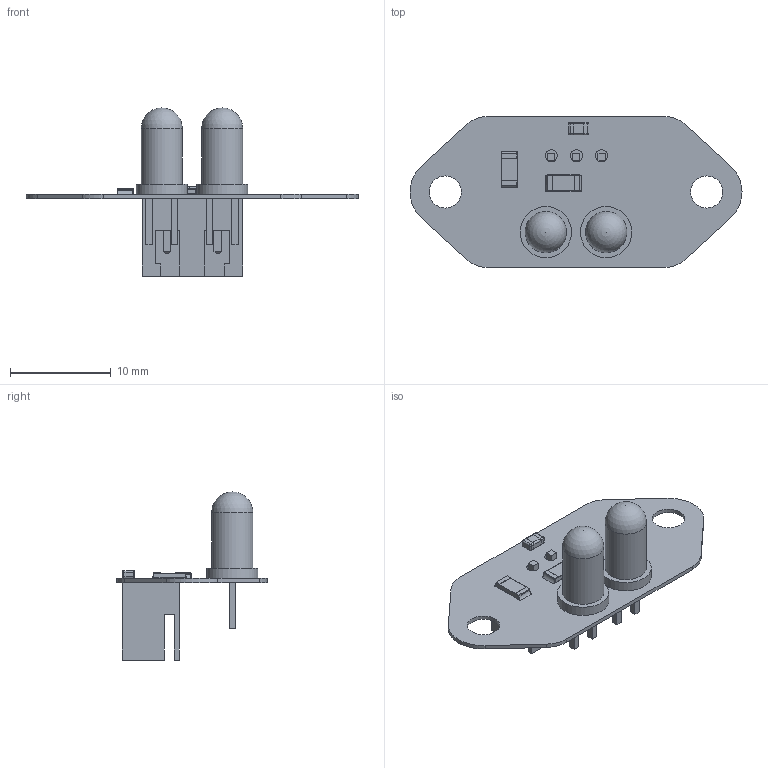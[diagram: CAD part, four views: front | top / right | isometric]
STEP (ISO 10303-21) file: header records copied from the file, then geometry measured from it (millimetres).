
FILE_DESCRIPTION(('Open CASCADE Model'),'2;1');
FILE_NAME('Open CASCADE Shape Model','2023-01-27T15:45:16',('Author'),( 'Open CASCADE'),'Open CASCADE STEP processor 6.8','Open CASCADE 6.8' ,'Unknown');
FILE_SCHEMA(('AUTOMOTIVE_DESIGN { 1 0 10303 214 1 1 1 1 }'));
Length unit declared in the file: millimetre
Products named in the file (14): PCB; Board; Open CASCADE STEP translator 6.8 2.1.1; VL1; SW3DPS-5MM_LED_RED-DEFAULT; C1; CAP0805; HL1; SW3DPS-5MM_LED_RED-DEFAULT_RGB16711680; R2; R1206; X1; CWF_3_V; R1
Assembly tree (14 placements, depth 3):
  PCB
    Board
      Open CASCADE STEP translator 6.8 2.1.1
    VL1
      SW3DPS-5MM_LED_RED-DEFAULT
    C1
      CAP0805
    HL1
      SW3DPS-5MM_LED_RED-DEFAULT_RGB16711680
    R2
      R1206
    X1
      CWF_3_V
    R1
      R1206
Bounding box: 33 x 15 x 16.71 mm (x, y, z)
Volume: 582.6 mm3; surface area: 1730.4 mm2
Topology: 7 solids, 7 shells, 267 faces, 661 edges, 404 vertices
Faces by surface type: plane 162, cylinder 75, sphere 18, bspline 12
Full cylindrical faces by diameter (mm): 0.762 x4, 1.2 x3, 3.2 x2, 4.1 x2, 5.1 x2
Entity records: 7389 total; most frequent: CARTESIAN_POINT 1345, DIRECTION 1059, ORIENTED_EDGE 1038, EDGE_CURVE 519, LINE 383, VECTOR 383, AXIS2_PLACEMENT_3D 338, VERTEX_POINT 328
